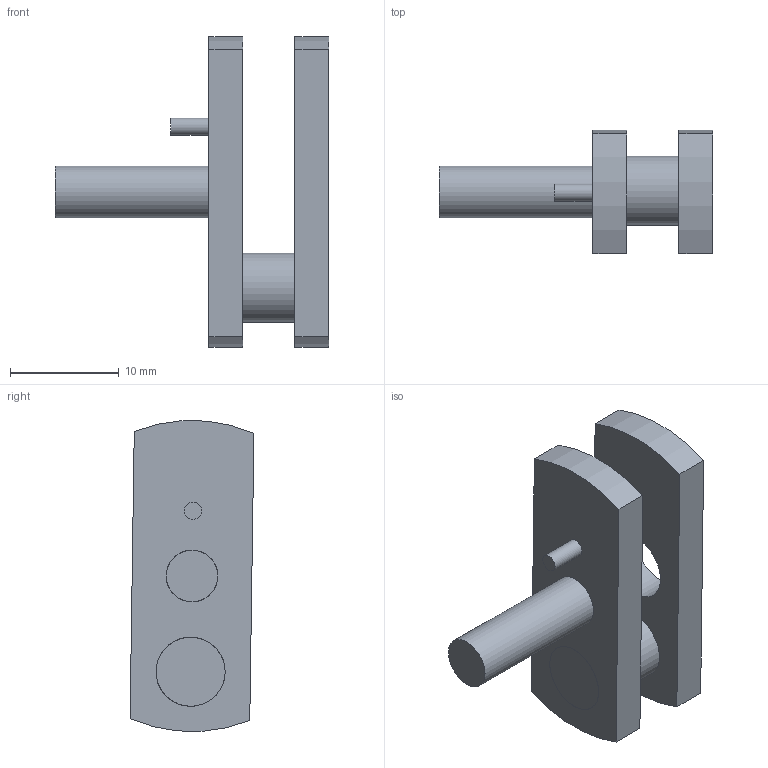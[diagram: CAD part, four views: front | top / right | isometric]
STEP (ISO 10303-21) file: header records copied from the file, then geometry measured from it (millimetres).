
FILE_DESCRIPTION(/* description */ ('Unknown'),/* implementation_level */ '2;1');
FILE_NAME(/* name */ 'Axle (short)',/* time_stamp */ '2020-05-03T11:55:12+01:00',/* author */ ('Unknown'),/* organization */ ('Unknown'),/* preprocessor_version */ 'ST-DEVELOPER v16.7',/* originating_system */ 'Solid Edge',/* authorisation */ 'Unknown');
FILE_SCHEMA (('AUTOMOTIVE_DESIGN {1 0 10303 214 3 1 1}'));
Length unit declared in the file: millimetre
Products named in the file (6): Axle (short); Eccentric drive pin_0; Crank web, large hole_0; Crank Pin_0; Crank web, small hole; Split Axle (short)
Assembly tree (5 placements, depth 2):
  Axle (short)
    Eccentric drive pin_0
    Crank web, large hole_0
    Crank Pin_0
    Crank web, small hole
    Split Axle (short)
Bounding box: 25.1 x 11.38 x 28.54 mm (x, y, z)
Volume: 2207.2 mm3; surface area: 2335.9 mm2
Topology: 5 solids, 5 shells, 27 faces, 52 edges, 35 vertices
Faces by surface type: plane 14, cylinder 13
Full cylindrical faces by diameter (mm): 1.587 x3, 4.76 x1, 4.763 x1, 6.35 x4
Entity records: 838 total; most frequent: DIRECTION 134, CARTESIAN_POINT 109, ORIENTED_EDGE 84, AXIS2_PLACEMENT_3D 59, EDGE_LOOP 48, FACE_BOUND 48, EDGE_CURVE 42, VERTEX_POINT 34
